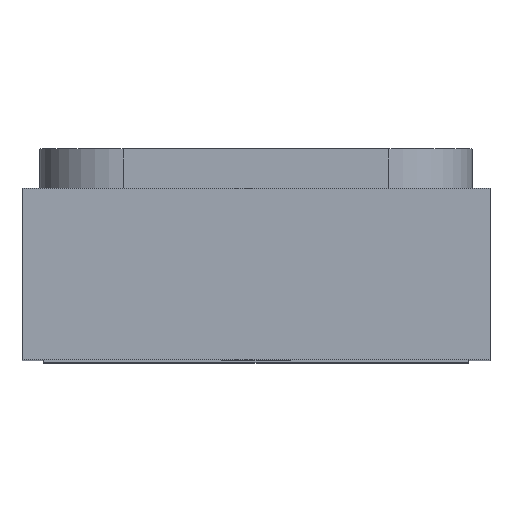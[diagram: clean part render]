
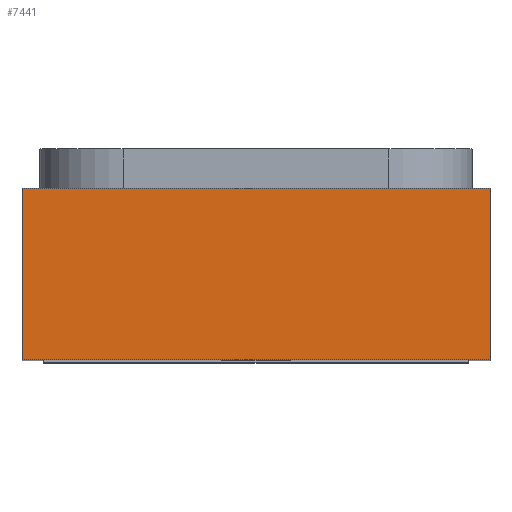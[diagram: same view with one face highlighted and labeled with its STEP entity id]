
A CAD part, top view. The second image highlights one B-rep face of the part: STEP entity #7441.
In plain terms, the highlighted planar face has unit normal (0, 0, 1).
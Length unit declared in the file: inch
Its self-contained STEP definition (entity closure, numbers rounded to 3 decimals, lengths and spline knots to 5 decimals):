
#2 = CARTESIAN_POINT ( 'NONE',  ( -0.1065, 0.078, 0.1565 ) ) ;
#331 = LINE ( 'NONE', #5530, #6529 ) ;
#340 = LINE ( 'NONE', #570, #7256 ) ;
#570 = CARTESIAN_POINT ( 'NONE',  ( -0.1065, 0.078, 0.1565 ) ) ;
#1246 = DIRECTION ( 'NONE',  ( 0., -1., 0. ) ) ;
#1264 = ORIENTED_EDGE ( 'NONE', *, *, #4695, .F. ) ;
#1636 = DIRECTION ( 'NONE',  ( 0., -1., 0. ) ) ;
#1785 = ORIENTED_EDGE ( 'NONE', *, *, #2075, .T. ) ;
#1856 = CARTESIAN_POINT ( 'NONE',  ( -0.1065, 0.078, 0.1565 ) ) ;
#2075 = EDGE_CURVE ( 'NONE', #2134, #2658, #331, .T. ) ;
#2092 = EDGE_LOOP ( 'NONE', ( #1785, #7283, #1264, #3980 ) ) ;
#2134 = VERTEX_POINT ( 'NONE', #3164 ) ;
#2170 = LINE ( 'NONE', #4690, #3795 ) ;
#2252 = VECTOR ( 'NONE', #5236, 39.37008 ) ;
#2415 = FACE_OUTER_BOUND ( 'NONE', #2092, .T. ) ;
#2584 = PLANE ( 'NONE',  #6242 ) ;
#2658 = VERTEX_POINT ( 'NONE', #5374 ) ;
#3164 = CARTESIAN_POINT ( 'NONE',  ( -0.1065, 0., 0.1565 ) ) ;
#3234 = DIRECTION ( 'NONE',  ( 0., 0., -1. ) ) ;
#3795 = VECTOR ( 'NONE', #1246, 39.37008 ) ;
#3819 = CARTESIAN_POINT ( 'NONE',  ( -0.1065, 0.078, 0.1565 ) ) ;
#3822 = DIRECTION ( 'NONE',  ( 1., 0., 0. ) ) ;
#3980 = ORIENTED_EDGE ( 'NONE', *, *, #5993, .T. ) ;
#4652 = EDGE_CURVE ( 'NONE', #6752, #2658, #2170, .T. ) ;
#4690 = CARTESIAN_POINT ( 'NONE',  ( 0.1065, 0.078, 0.1565 ) ) ;
#4695 = EDGE_CURVE ( 'NONE', #5192, #6752, #5694, .T. ) ;
#5192 = VERTEX_POINT ( 'NONE', #1856 ) ;
#5236 = DIRECTION ( 'NONE',  ( 1., 0., 0. ) ) ;
#5374 = CARTESIAN_POINT ( 'NONE',  ( 0.1065, 0., 0.1565 ) ) ;
#5530 = CARTESIAN_POINT ( 'NONE',  ( -0.1065, 0., 0.1565 ) ) ;
#5694 = LINE ( 'NONE', #2, #2252 ) ;
#5816 = CARTESIAN_POINT ( 'NONE',  ( 0.1065, 0.078, 0.1565 ) ) ;
#5993 = EDGE_CURVE ( 'NONE', #5192, #2134, #340, .T. ) ;
#6121 = DIRECTION ( 'NONE',  ( 0., -1., 0. ) ) ;
#6242 = AXIS2_PLACEMENT_3D ( 'NONE', #3819, #3234, #6121 ) ;
#6529 = VECTOR ( 'NONE', #3822, 39.37008 ) ;
#6752 = VERTEX_POINT ( 'NONE', #5816 ) ;
#7256 = VECTOR ( 'NONE', #1636, 39.37008 ) ;
#7283 = ORIENTED_EDGE ( 'NONE', *, *, #4652, .F. ) ;
#7441 = ADVANCED_FACE ( 'NONE', ( #2415 ), #2584, .F. ) ;
